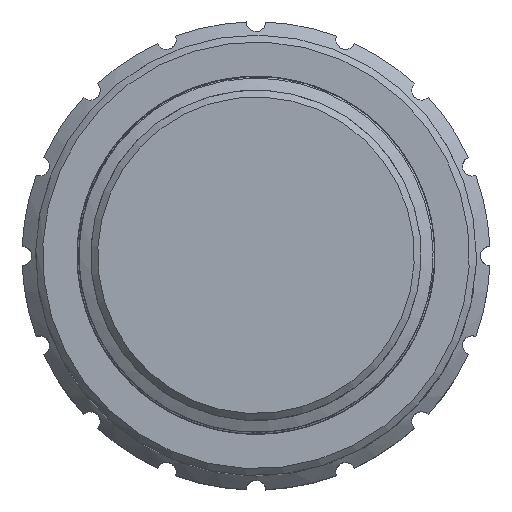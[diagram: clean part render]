
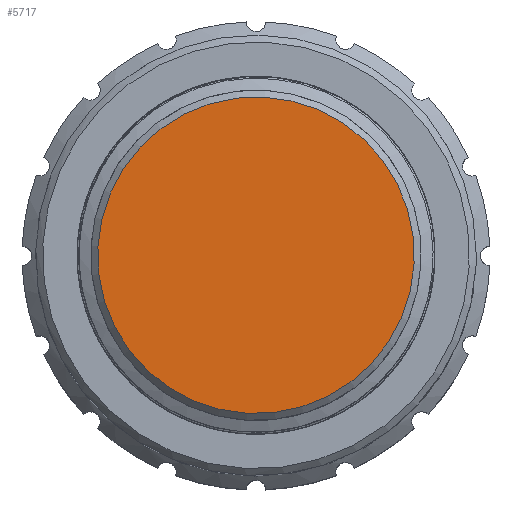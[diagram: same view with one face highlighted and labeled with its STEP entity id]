
A CAD part, top view. The second image highlights one B-rep face of the part: STEP entity #5717.
In plain terms, the highlighted planar face has unit normal (0, 0, 1).
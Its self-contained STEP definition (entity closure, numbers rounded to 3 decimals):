
#2453 = PLANE ( 'NONE',  #8706 ) ;
#2807 = AXIS2_PLACEMENT_3D ( 'NONE', #12422, #10844, #3688 ) ;
#3675 = DIRECTION ( 'NONE',  ( 0.998, -0.055, 0. ) ) ;
#3688 = DIRECTION ( 'NONE',  ( 0.998, -0.055, 0. ) ) ;
#4784 = EDGE_LOOP ( 'NONE', ( #13995 ) ) ;
#4984 = CARTESIAN_POINT ( 'NONE',  ( -111.18, 21.385, 32.092 ) ) ;
#5717 = ADVANCED_FACE ( 'NONE', ( #16756 ), #2453, .T. ) ;
#6471 = DIRECTION ( 'NONE',  ( 0., 0., 1. ) ) ;
#8461 = CIRCLE ( 'NONE', #2807, 11.5 ) ;
#8706 = AXIS2_PLACEMENT_3D ( 'NONE', #12408, #6471, #3675 ) ;
#10728 = EDGE_CURVE ( 'NONE', #17504, #17504, #8461, .T. ) ;
#10844 = DIRECTION ( 'NONE',  ( 0., 0., 1. ) ) ;
#12408 = CARTESIAN_POINT ( 'NONE',  ( -122.663, 22.015, 32.092 ) ) ;
#12422 = CARTESIAN_POINT ( 'NONE',  ( -122.663, 22.015, 32.092 ) ) ;
#13995 = ORIENTED_EDGE ( 'NONE', *, *, #10728, .T. ) ;
#16756 = FACE_OUTER_BOUND ( 'NONE', #4784, .T. ) ;
#17504 = VERTEX_POINT ( 'NONE', #4984 ) ;
